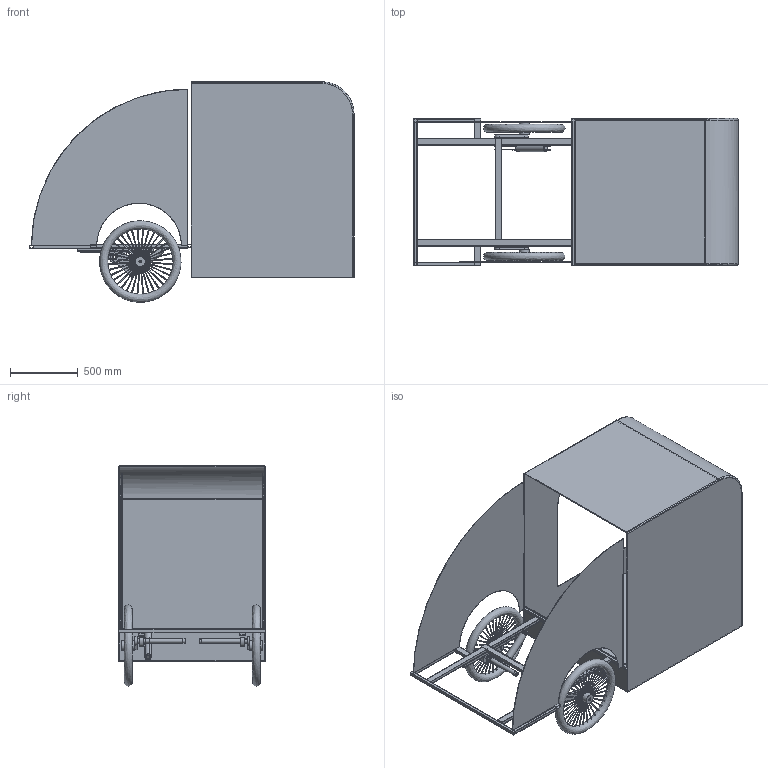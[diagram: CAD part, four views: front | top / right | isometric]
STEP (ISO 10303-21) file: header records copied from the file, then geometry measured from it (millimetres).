
FILE_DESCRIPTION(('FreeCAD Model'),'2;1');
FILE_NAME('Open CASCADE Shape Model','2025-05-04T06:09:39',('FreeCAD'),( 'FreeCAD'),'Open CASCADE STEP processor 7.6','FreeCAD','Unknown');
FILE_SCHEMA(('AUTOMOTIVE_DESIGN { 1 0 10303 214 1 1 1 1 }'));
Length unit declared in the file: millimetre
Products named in the file (1): Open CASCADE STEP translator 7.6 1
Bounding box: 2390.24 x 1083.42 x 1625.91 mm (x, y, z)
Volume: 61290801.2 mm3; surface area: 20674916.6 mm2
Topology: 101 solids, 101 shells, 475 faces, 811 edges, 540 vertices
Faces by surface type: bspline 475
Entity records: 25630 total; most frequent: CARTESIAN_POINT 19757, ORIENTED_EDGE 1622, EDGE_CURVE 811, B_SPLINE_CURVE_WITH_KNOTS 693, FACE_BOUND 549, EDGE_LOOP 549, VERTEX_POINT 540, ADVANCED_FACE 475
